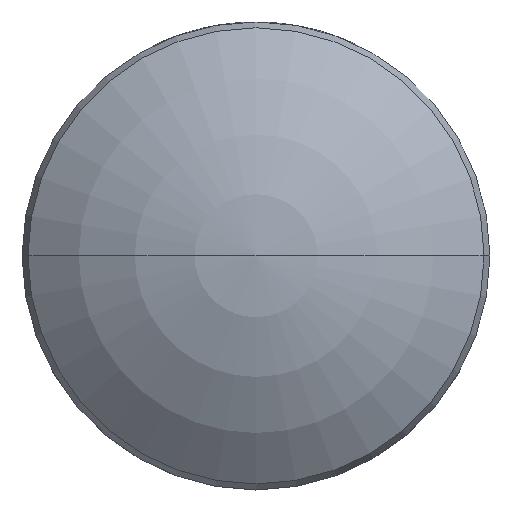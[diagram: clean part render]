
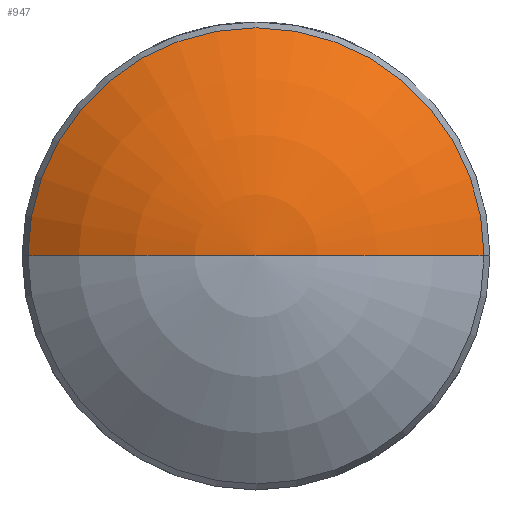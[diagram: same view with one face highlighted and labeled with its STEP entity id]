
A CAD part, top view. The second image highlights one B-rep face of the part: STEP entity #947.
In plain terms, the highlighted toroidal (fillet/blend) face has major radius 0.003 mm and minor radius 4.6 mm.
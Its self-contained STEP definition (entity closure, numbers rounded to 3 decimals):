
#13 = CIRCLE ( 'NONE', #1394, 4.6 ) ;
#79 = VERTEX_POINT ( 'NONE', #1268 ) ;
#144 = DIRECTION ( 'NONE',  ( 0., 0., 1. ) ) ;
#231 = CARTESIAN_POINT ( 'NONE',  ( -2.925, 0., 0.258 ) ) ;
#238 = ORIENTED_EDGE ( 'NONE', *, *, #1225, .F. ) ;
#258 = FACE_OUTER_BOUND ( 'NONE', #619, .T. ) ;
#344 = AXIS2_PLACEMENT_3D ( 'NONE', #959, #488, #1096 ) ;
#363 = DIRECTION ( 'NONE',  ( 0., 0., -1. ) ) ;
#384 = VERTEX_POINT ( 'NONE', #231 ) ;
#417 = AXIS2_PLACEMENT_3D ( 'NONE', #1332, #144, #1456 ) ;
#488 = DIRECTION ( 'NONE',  ( 0., 0., 1. ) ) ;
#513 = ORIENTED_EDGE ( 'NONE', *, *, #1048, .T. ) ;
#595 = CIRCLE ( 'NONE', #656, 4.6 ) ;
#619 = EDGE_LOOP ( 'NONE', ( #717, #513, #238 ) ) ;
#655 = DIRECTION ( 'NONE',  ( -1., 0., 0. ) ) ;
#656 = AXIS2_PLACEMENT_3D ( 'NONE', #1235, #1108, #655 ) ;
#689 = TOROIDAL_SURFACE ( 'NONE', #417, 0.003, 4.6 ) ;
#700 = VERTEX_POINT ( 'NONE', #1029 ) ;
#717 = ORIENTED_EDGE ( 'NONE', *, *, #848, .T. ) ;
#848 = EDGE_CURVE ( 'NONE', #700, #384, #1294, .T. ) ;
#947 = ADVANCED_FACE ( 'NONE', ( #258 ), #689, .T. ) ;
#959 = CARTESIAN_POINT ( 'NONE',  ( 0., 0., 0.258 ) ) ;
#1029 = CARTESIAN_POINT ( 'NONE',  ( 2.925, 0., 0.258 ) ) ;
#1048 = EDGE_CURVE ( 'NONE', #384, #79, #595, .T. ) ;
#1055 = CARTESIAN_POINT ( 'NONE',  ( 0.003, 0., -3.295 ) ) ;
#1067 = DIRECTION ( 'NONE',  ( 0., -1., 0. ) ) ;
#1096 = DIRECTION ( 'NONE',  ( -1., 0., 0. ) ) ;
#1108 = DIRECTION ( 'NONE',  ( 0., 1., 0. ) ) ;
#1225 = EDGE_CURVE ( 'NONE', #700, #79, #13, .T. ) ;
#1235 = CARTESIAN_POINT ( 'NONE',  ( -0.003, 0., -3.295 ) ) ;
#1268 = CARTESIAN_POINT ( 'NONE',  ( 0., 0., 1.305 ) ) ;
#1294 = CIRCLE ( 'NONE', #344, 2.925 ) ;
#1332 = CARTESIAN_POINT ( 'NONE',  ( 0., 0., -3.295 ) ) ;
#1394 = AXIS2_PLACEMENT_3D ( 'NONE', #1055, #1067, #363 ) ;
#1456 = DIRECTION ( 'NONE',  ( 1., 0., 0. ) ) ;
